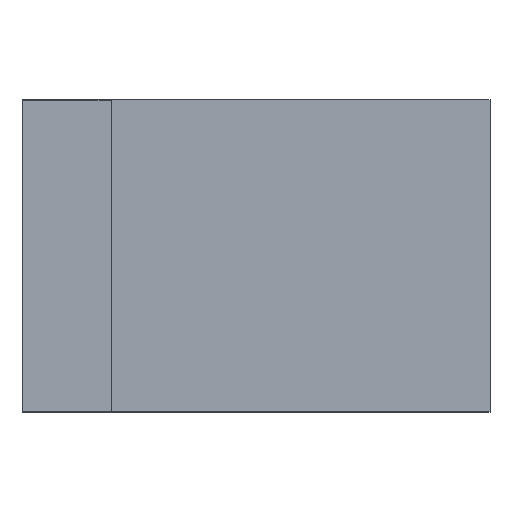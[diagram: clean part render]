
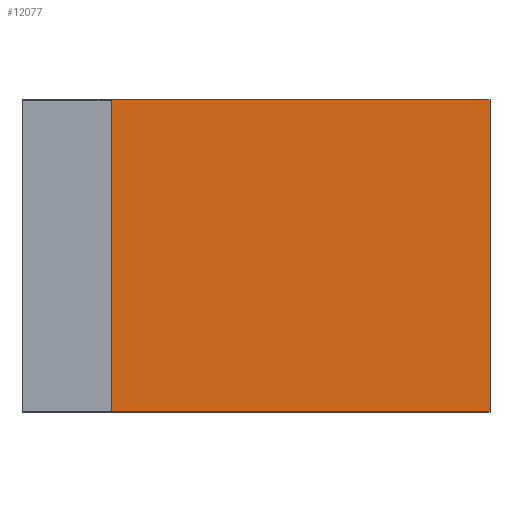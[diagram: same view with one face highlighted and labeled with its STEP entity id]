
A CAD part, top view. The second image highlights one B-rep face of the part: STEP entity #12077.
In plain terms, the highlighted planar face has unit normal (0, 0, 1).
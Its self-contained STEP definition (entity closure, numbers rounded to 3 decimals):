
#1349=FACE_OUTER_BOUND('',#2060,.T.);
#2060=EDGE_LOOP('',(#8062,#8063,#8064,#8065));
#2805=LINE('',#15446,#3884);
#2808=LINE('',#15452,#3887);
#2811=LINE('',#15458,#3890);
#2814=LINE('',#15462,#3893);
#3884=VECTOR('',#13392,10.);
#3887=VECTOR('',#13397,10.);
#3890=VECTOR('',#13402,10.);
#3893=VECTOR('',#13407,10.);
#4963=VERTEX_POINT('',#15443);
#4964=VERTEX_POINT('',#15445);
#4966=VERTEX_POINT('',#15451);
#4968=VERTEX_POINT('',#15457);
#6197=EDGE_CURVE('',#4964,#4963,#2805,.T.);
#6200=EDGE_CURVE('',#4966,#4964,#2808,.T.);
#6203=EDGE_CURVE('',#4968,#4966,#2811,.T.);
#6206=EDGE_CURVE('',#4963,#4968,#2814,.T.);
#8062=ORIENTED_EDGE('',*,*,#6206,.T.);
#8063=ORIENTED_EDGE('',*,*,#6203,.T.);
#8064=ORIENTED_EDGE('',*,*,#6200,.T.);
#8065=ORIENTED_EDGE('',*,*,#6197,.T.);
#11752=PLANE('',#12903);
#12077=ADVANCED_FACE('',(#1349),#11752,.T.);
#12903=AXIS2_PLACEMENT_3D('',#15463,#13408,#13409);
#13392=DIRECTION('',(0.,1.,0.));
#13397=DIRECTION('',(1.,0.,0.));
#13402=DIRECTION('',(0.,-1.,0.));
#13407=DIRECTION('',(-1.,0.,0.));
#13408=DIRECTION('center_axis',(0.,0.,1.));
#13409=DIRECTION('ref_axis',(1.,0.,0.));
#15443=CARTESIAN_POINT('',(15.75,10.5,6.));
#15445=CARTESIAN_POINT('',(15.75,-10.5,6.));
#15446=CARTESIAN_POINT('',(15.75,10.5,6.));
#15451=CARTESIAN_POINT('',(-9.75,-10.5,6.));
#15452=CARTESIAN_POINT('',(15.75,-10.5,6.));
#15457=CARTESIAN_POINT('',(-9.75,10.5,6.));
#15458=CARTESIAN_POINT('',(-9.75,10.5,6.));
#15462=CARTESIAN_POINT('',(-15.75,10.5,6.));
#15463=CARTESIAN_POINT('Origin',(3.,0.,6.));
